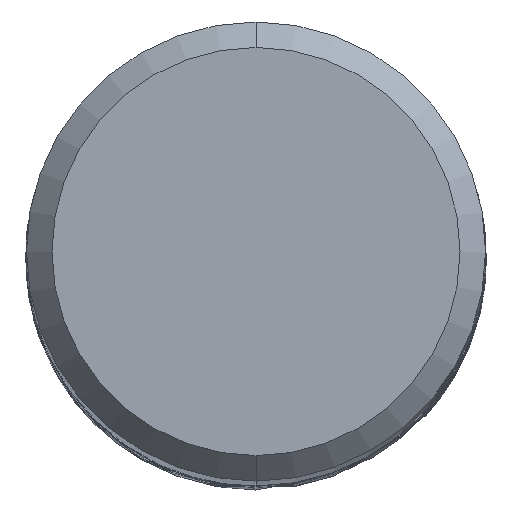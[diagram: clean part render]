
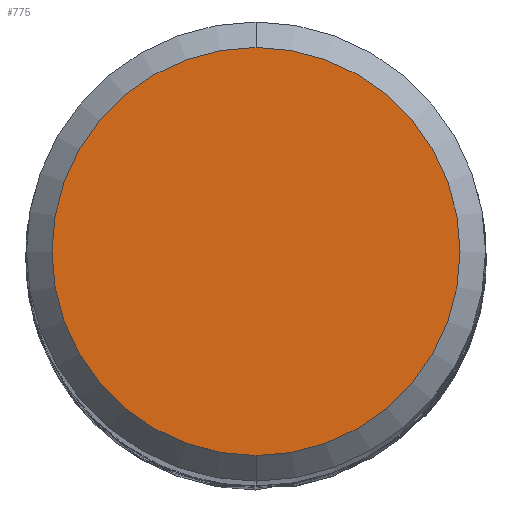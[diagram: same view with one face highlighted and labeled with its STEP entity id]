
A CAD part, top view. The second image highlights one B-rep face of the part: STEP entity #775.
In plain terms, the highlighted planar face has unit normal (0, 0, 1).
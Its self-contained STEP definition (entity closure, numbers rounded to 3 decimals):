
#539=EDGE_CURVE('',#583,#757,#1164,.T.);
#563=EDGE_CURVE('',#757,#583,#1189,.T.);
#583=VERTEX_POINT('',#1213);
#757=VERTEX_POINT('',#1404);
#775=ADVANCED_FACE('',(#1423),#1424,.T.);
#1164=CIRCLE('',#3067,4.0);
#1189=CIRCLE('',#3108,4.0);
#1213=CARTESIAN_POINT('',(0.,-4.0,0.0));
#1404=CARTESIAN_POINT('',(0.0,4.0,0.0));
#1423=FACE_OUTER_BOUND('',#4415,.T.);
#1424=PLANE('',#4416);
#3067=AXIS2_PLACEMENT_3D('',#6391,#6392,#6393);
#3108=AXIS2_PLACEMENT_3D('',#6407,#6408,#6409);
#4415=EDGE_LOOP('',(#6686,#6687));
#4416=AXIS2_PLACEMENT_3D('',#6688,#6689,#6690);
#6391=CARTESIAN_POINT('',(0.0,0.0,0.0));
#6392=DIRECTION('',(0.0,0.0,-1.0));
#6393=DIRECTION('',(0.0,1.0,0.0));
#6407=CARTESIAN_POINT('',(0.0,0.0,0.0));
#6408=DIRECTION('',(0.0,0.0,-1.0));
#6409=DIRECTION('',(0.0,1.0,0.0));
#6686=ORIENTED_EDGE('',*,*,#563,.F.);
#6687=ORIENTED_EDGE('',*,*,#539,.F.);
#6688=CARTESIAN_POINT('',(0.0,2.0,0.0));
#6689=DIRECTION('',(-0.0,0.0,1.0));
#6690=DIRECTION('',(0.0,-1.0,0.0));
